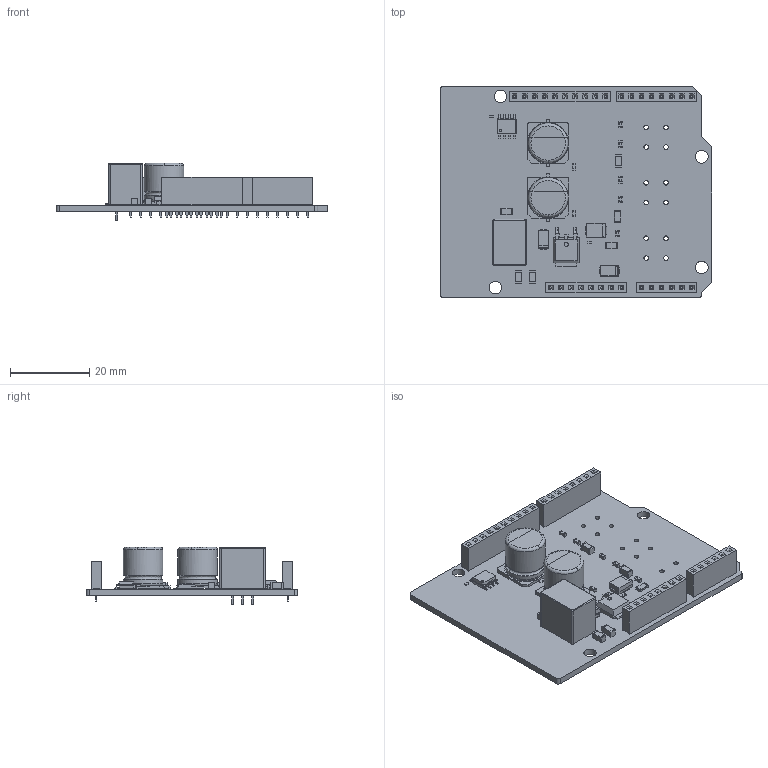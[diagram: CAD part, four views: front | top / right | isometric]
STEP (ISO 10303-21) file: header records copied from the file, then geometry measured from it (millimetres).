
FILE_DESCRIPTION(('KiCad electronic assembly'),'2;1');
FILE_NAME('dc_shield-3D_.step','2024-07-01T12:39:16',('Pcbnew'),('Kicad' ),'Open CASCADE STEP processor 7.6','KiCad to STEP converter', 'Unknown');
FILE_SCHEMA(('AUTOMOTIVE_DESIGN { 1 0 10303 214 1 1 1 1 }'));
Length unit declared in the file: millimetre
Products named in the file (28): dc_shield-3D_ 1; PinSocket_1x08_P2.54mm_Vertical; PinSocket_1x08_P254mm_Vertical; PinSocket_1x06_P2.54mm_Vertical; PinSocket_1x06_P254mm_Vertical; PinSocket_1x10_P2.54mm_Vertical; PinSocket_1x10_P254mm_Vertical; SOIC-8_3.9x4.9mm_P1.27mm; SOIC_8_39x49mm_P127mm; CP_Elec_10x10.5; CP_Elec_10x105; C_1206_3216Metric; TO-252-2; CQ assembly; D_SMA; R_0402_1005Metric; C_0603_1608Metric; R_1206_3216Metric; D_SMB; Converter_DCDC_RECOM_R-78E-0.5_THT; Converter_DCDC_RECOM_R_78E_05_THT; kibot_nrajn_rf_PCB
Assembly tree (41 placements, depth 3):
  dc_shield-3D_ 1
    PinSocket_1x08_P2.54mm_Vertical  x2
      PinSocket_1x08_P254mm_Vertical
    PinSocket_1x06_P2.54mm_Vertical
      PinSocket_1x06_P254mm_Vertical
    PinSocket_1x10_P2.54mm_Vertical
      PinSocket_1x10_P254mm_Vertical
    SOIC-8_3.9x4.9mm_P1.27mm
      SOIC_8_39x49mm_P127mm
    CP_Elec_10x10.5  x2
      CP_Elec_10x105
    C_1206_3216Metric  x5
      C_1206_3216Metric
    TO-252-2
      CQ assembly
    D_SMA  x2
      D_SMA
    R_0402_1005Metric  x2
      R_0402_1005Metric
    C_0603_1608Metric  x7
      C_0603_1608Metric
    R_1206_3216Metric
      R_1206_3216Metric
    D_SMB
      D_SMB
    Converter_DCDC_RECOM_R-78E-0.5_THT
      Converter_DCDC_RECOM_R_78E_05_THT
    kibot_nrajn_rf_PCB
Bounding box: 68.58 x 53.34 x 14.5 mm (x, y, z)
Volume: 9948.5 mm3; surface area: 12661.2 mm2
Topology: 32 solids, 32 shells, 1982 faces, 5109 edges, 3321 vertices
Faces by surface type: plane 1588, cylinder 311, bspline 66, torus 15, revolution 2
Full cylindrical faces by diameter (mm): 0.5 x3, 0.6 x1, 1 x36, 1.15 x12, 3.2 x4, 10 x4
Entity records: 49132 total; most frequent: CARTESIAN_POINT 7485, ORIENTED_EDGE 6896, DIRECTION 6377, EDGE_CURVE 3448, LINE 3000, VECTOR 3000, VERTEX_POINT 2232, AXIS2_PLACEMENT_3D 1688
